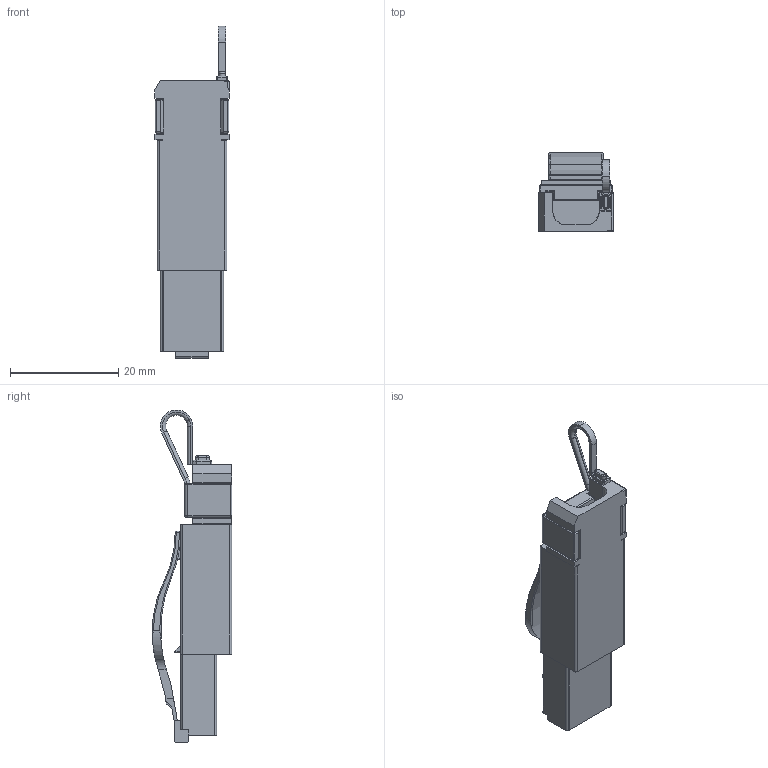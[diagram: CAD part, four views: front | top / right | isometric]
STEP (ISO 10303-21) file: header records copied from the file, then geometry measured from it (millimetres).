
FILE_DESCRIPTION(('CATIA V5 STEP Exchange','CAx-IF Rec.Pracs.--- Model Styling and Organization---1.5--- 2016-08-15','CAx-IF Rec.Pracs.---Supplemental Geometry---1.0---2011-11-01','CAx-IF Rec.Pracs.--- Composite Materials ---1.1---2010-07-15'),'2;1');
FILE_NAME ('007079-3_2', '2024-08-27T08:03:02+00:00', ('none'), ('Weidmueller'), 'CATIA Version 5-6 Release 2022 SP4 HF5', 'CATIA V5 STEP AP214 v3', 'none');
FILE_SCHEMA(('AUTOMOTIVE_DESIGN { 1 0 10303 214 1 1 1 1 }'));
Length unit declared in the file: millimetre
Products named in the file (1): 1132060000
Bounding box: 13.7 x 14.69 x 61.42 mm (x, y, z)
Volume: 5222.4 mm3; surface area: 4521.3 mm2
Topology: 4 solids, 4 shells, 249 faces, 651 edges, 414 vertices
Faces by surface type: plane 125, cylinder 88, torus 22, sphere 10, extrusion 2, bspline 2
Entity records: 7839 total; most frequent: CARTESIAN_POINT 1976, ORIENTED_EDGE 1302, DIRECTION 1017, EDGE_CURVE 651, VECTOR 423, LINE 421, VERTEX_POINT 414, AXIS2_PLACEMENT_3D 369
